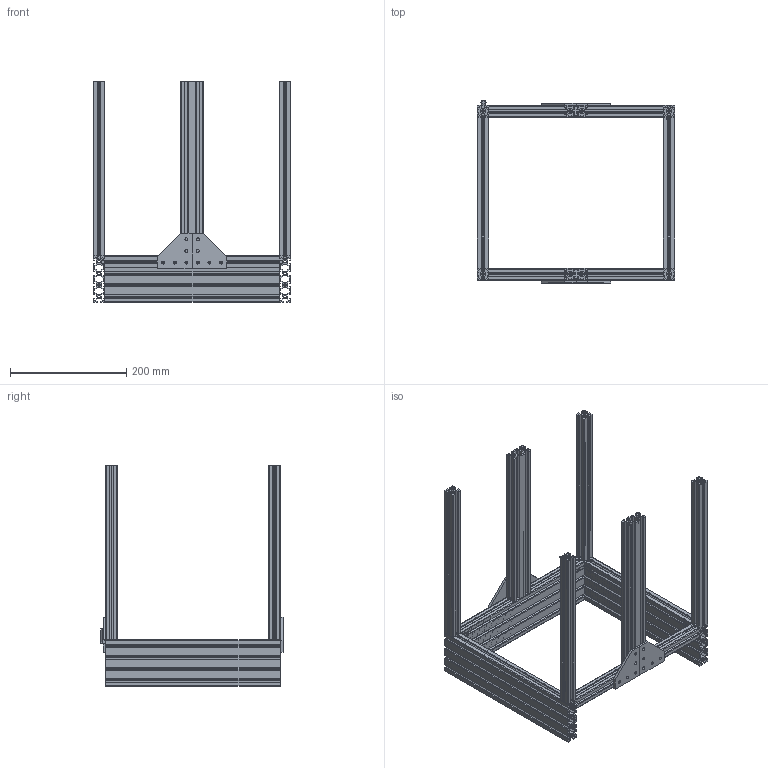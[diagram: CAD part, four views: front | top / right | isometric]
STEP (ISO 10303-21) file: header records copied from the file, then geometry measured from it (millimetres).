
FILE_DESCRIPTION(/* description */ (''),/* implementation_level */ '2;1');
FILE_NAME(/* name */ '324f58f5-8f93-4fda-b6b9-a2e7c0737e4b.stp',/* time_stamp */ '2025-06-29T06:42:43Z',/* author */ (''),/* organization */ (''),/* preprocessor_version */ 'ST-DEVELOPER v20.1',/* originating_system */ 'Autodesk Translation Framework v14.10.0.0',/* authorisation */ '');
FILE_SCHEMA (('AUTOMOTIVE_DESIGN { 1 0 10303 214 3 1 1 }'));
Length unit declared in the file: millimetre
Products named in the file (11): CoreXY Assembly; 2080 - 300 mm; 3_NFS5_2080_50_0_in_NFS5_2080_50_900; 20x 20 - 300 mm; 20x 20 - 300 mm_1; 20x 20 - 300 mm_2; 20x 20 - 300 mm_3; 3_HFS5_2020_400_0_in_HFS5_2020_400_900; CTI20-01 - Cantoneira interna base 20 v-slot; 2040 Extrusion - 300 mm; 2020 corner joining plate v1
Assembly tree (26 placements, depth 3):
  CoreXY Assembly
    2080 - 300 mm  x3
      3_NFS5_2080_50_0_in_NFS5_2080_50_900
    20x 20 - 300 mm  x2
      3_HFS5_2020_400_0_in_HFS5_2020_400_900
    CTI20-01 - Cantoneira interna base 20 v-slot  x7
    20x 20 - 300 mm_1
      3_HFS5_2020_400_0_in_HFS5_2020_400_900
    20x 20 - 300 mm_2
      3_HFS5_2020_400_0_in_HFS5_2020_400_900
    20x 20 - 300 mm_3
      3_HFS5_2020_400_0_in_HFS5_2020_400_900
    2040 Extrusion - 300 mm  x2
    2020 corner joining plate v1  x4
Bounding box: 340 x 313.05 x 380 mm (x, y, z)
Volume: 1043145.1 mm3; surface area: 1027968.9 mm2
Topology: 21 solids, 21 shells, 1510 faces, 4348 edges, 2880 vertices
Faces by surface type: plane 1350, cylinder 160
Full cylindrical faces by diameter (mm): 4.2 x31, 5 x24
Entity records: 20806 total; most frequent: CARTESIAN_POINT 3691, ORIENTED_EDGE 3638, DIRECTION 3257, EDGE_CURVE 1819, LINE 1705, VECTOR 1705, VERTEX_POINT 1210, AXIS2_PLACEMENT_3D 776
